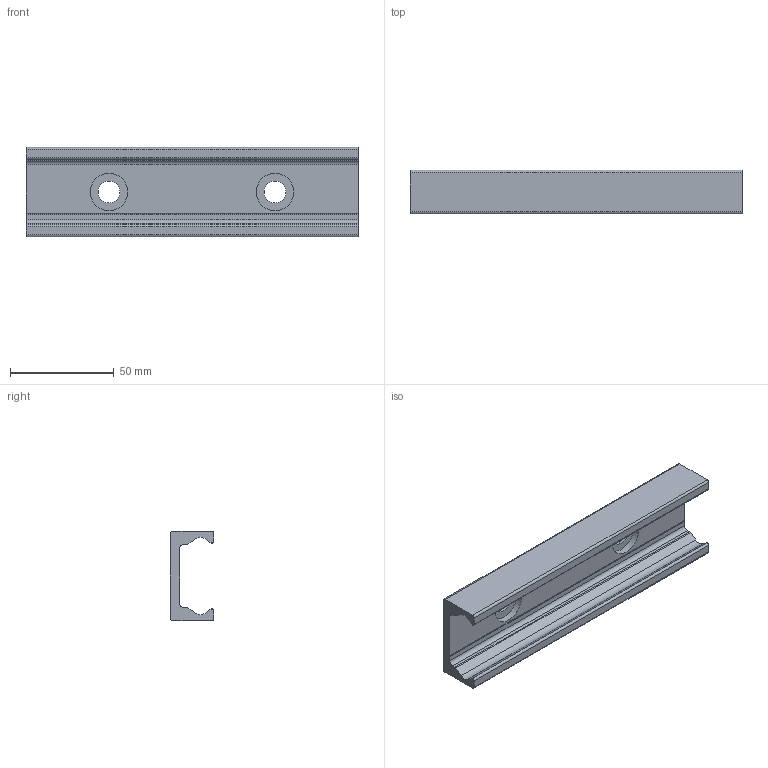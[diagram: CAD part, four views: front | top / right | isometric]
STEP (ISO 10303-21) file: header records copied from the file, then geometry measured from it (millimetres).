
FILE_DESCRIPTION((''),'2;1');
FILE_NAME('LCX 43-0160.C.stp','2016-04-28T09:17:56',('MRathmann'),(''),'Autodesk Inventor 2012','Autodesk Inventor 2012','');
FILE_SCHEMA(('CONFIG_CONTROL_DESIGN'));
Length unit declared in the file: millimetre
Products named in the file (1): LCX 43-0160.C
Bounding box: 160 x 21 x 43 mm (x, y, z)
Volume: 54001.8 mm3; surface area: 26293.3 mm2
Topology: 1 solids, 1 shells, 34 faces, 92 edges, 62 vertices
Faces by surface type: plane 17, cylinder 17
Full cylindrical faces by diameter (mm): 10.5 x2, 18 x2
Entity records: 1082 total; most frequent: DIRECTION 190, CARTESIAN_POINT 181, ORIENTED_EDGE 172, EDGE_CURVE 86, AXIS2_PLACEMENT_3D 69, VERTEX_POINT 60, VECTOR 52, LINE 52
